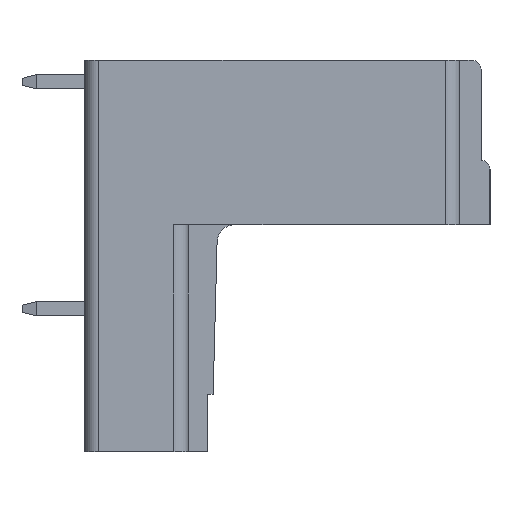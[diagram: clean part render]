
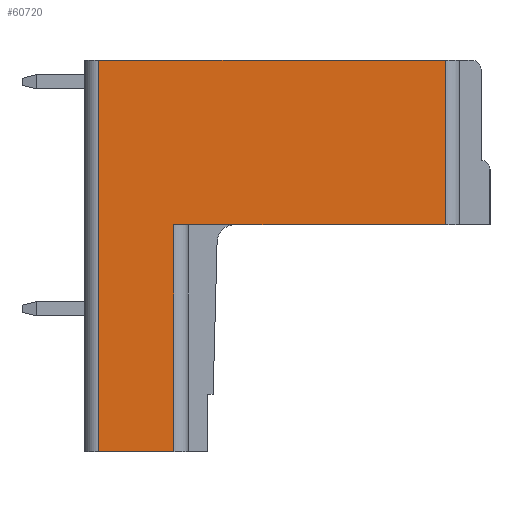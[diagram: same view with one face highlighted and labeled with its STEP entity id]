
A CAD part, left-side view. The second image highlights one B-rep face of the part: STEP entity #60720.
In plain terms, the highlighted planar face has unit normal (-1, 0, 0).
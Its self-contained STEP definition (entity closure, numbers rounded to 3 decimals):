
#1352=DIRECTION('',(0.,-1.,0.));
#1353=VECTOR('',#1352,15.2);
#1354=CARTESIAN_POINT('',(-68.9,6.4,0.));
#1355=LINE('',#1354,#1353);
#14660=DIRECTION('',(0.,0.,1.));
#14661=VECTOR('',#14660,12.7);
#14662=CARTESIAN_POINT('',(-68.9,6.4,-12.7));
#14663=LINE('',#14662,#14661);
#14664=DIRECTION('',(0.,1.,0.));
#14665=VECTOR('',#14664,4.2);
#14666=CARTESIAN_POINT('',(-68.9,6.4,-12.7));
#14667=LINE('',#14666,#14665);
#14668=DIRECTION('',(0.,0.,1.));
#14669=VECTOR('',#14668,21.9);
#14670=CARTESIAN_POINT('',(-68.9,10.6,-12.7));
#14671=LINE('',#14670,#14669);
#14672=DIRECTION('',(0.,-1.,0.));
#14673=VECTOR('',#14672,19.4);
#14674=CARTESIAN_POINT('',(-68.9,10.6,9.2));
#14675=LINE('',#14674,#14673);
#17638=DIRECTION('',(0.,0.,1.));
#17639=VECTOR('',#17638,9.2);
#17640=CARTESIAN_POINT('',(-68.9,-8.8,0.));
#17641=LINE('',#17640,#17639);
#40767=CARTESIAN_POINT('',(-68.9,10.6,-12.7));
#40769=VERTEX_POINT('',#40767);
#40779=CARTESIAN_POINT('',(-68.9,10.6,9.2));
#40781=VERTEX_POINT('',#40779);
#40782=CARTESIAN_POINT('',(-68.9,-8.8,9.2));
#40784=VERTEX_POINT('',#40782);
#40806=CARTESIAN_POINT('',(-68.9,-8.8,0.));
#40808=VERTEX_POINT('',#40806);
#40821=CARTESIAN_POINT('',(-68.9,6.4,0.));
#40823=VERTEX_POINT('',#40821);
#40824=CARTESIAN_POINT('',(-68.9,6.4,-12.7));
#40826=VERTEX_POINT('',#40824);
#60705=CARTESIAN_POINT('',(-68.9,10.6,-12.7));
#60706=DIRECTION('',(1.,0.,0.));
#60707=DIRECTION('',(0.,-1.,0.));
#60708=AXIS2_PLACEMENT_3D('',#60705,#60706,#60707);
#60709=PLANE('',#60708);
#60710=ORIENTED_EDGE('',*,*,#41518,.F.);
#60711=ORIENTED_EDGE('',*,*,#60700,.F.);
#60712=ORIENTED_EDGE('',*,*,#40855,.T.);
#60714=ORIENTED_EDGE('',*,*,#60713,.T.);
#60715=ORIENTED_EDGE('',*,*,#41451,.T.);
#60717=ORIENTED_EDGE('',*,*,#60716,.F.);
#60718=EDGE_LOOP('',(#60710,#60711,#60712,#60714,#60715,#60717));
#60719=FACE_OUTER_BOUND('',#60718,.F.);
#60720=ADVANCED_FACE('',(#60719),#60709,.F.);
#40855=EDGE_CURVE('',#40826,#40769,#14667,.T.);
#41451=EDGE_CURVE('',#40781,#40784,#14675,.T.);
#41518=EDGE_CURVE('',#40823,#40808,#1355,.T.);
#60700=EDGE_CURVE('',#40826,#40823,#14663,.T.);
#60713=EDGE_CURVE('',#40769,#40781,#14671,.T.);
#60716=EDGE_CURVE('',#40808,#40784,#17641,.T.);
